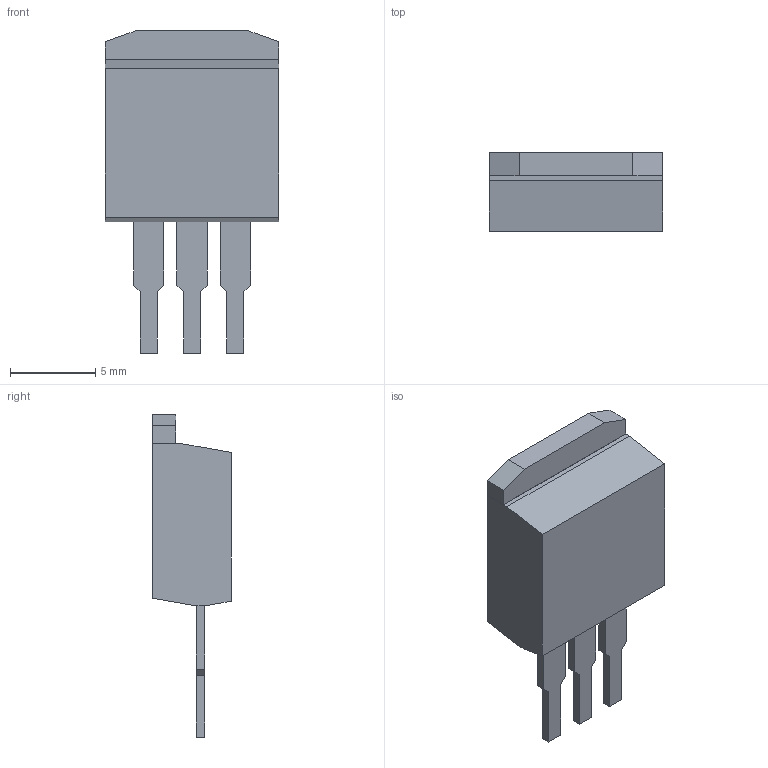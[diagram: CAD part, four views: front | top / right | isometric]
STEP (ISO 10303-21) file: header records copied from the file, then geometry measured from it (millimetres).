
FILE_DESCRIPTION((''),'2;1');
FILE_NAME('TO-262-V.stp','2012-10-01T17:06:10',(''),(''),'Mechanical Desktop 2011','Mechanical Desktop 2011',', , ');
FILE_SCHEMA(('AUTOMOTIVE_DESIGN { 1 2 10303 214 1 1 1 1 }'));
Length unit declared in the file: millimetre
Products named in the file (1): Product
Bounding box: 10.16 x 4.6 x 18.89 mm (x, y, z)
Volume: 467 mm3; surface area: 679 mm2
Topology: 6 solids, 6 shells, 57 faces, 135 edges, 90 vertices
Faces by surface type: plane 56, bspline 1
Entity records: 1656 total; most frequent: CARTESIAN_POINT 286, ORIENTED_EDGE 270, DIRECTION 249, VECTOR 135, LINE 135, EDGE_CURVE 135, VERTEX_POINT 90, AXIS2_PLACEMENT_3D 57
